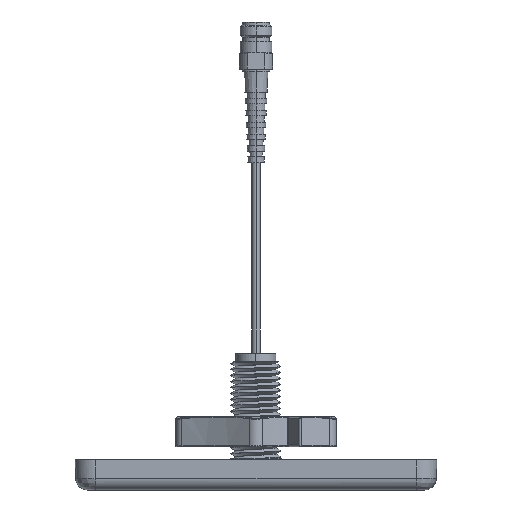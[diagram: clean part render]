
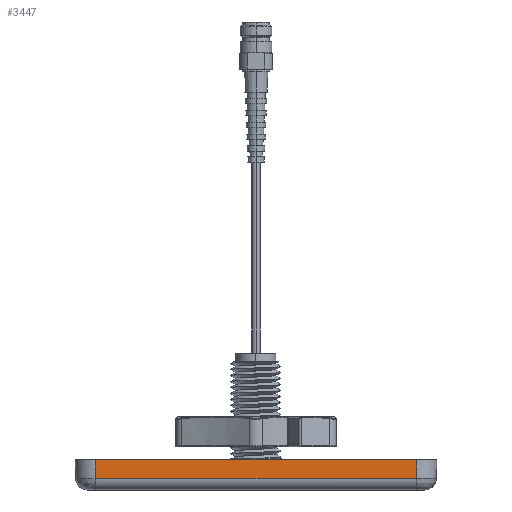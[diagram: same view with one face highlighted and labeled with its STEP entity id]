
A CAD part, left-side view. The second image highlights one B-rep face of the part: STEP entity #3447.
In plain terms, the highlighted planar face has unit normal (-1, 0, -0.026).
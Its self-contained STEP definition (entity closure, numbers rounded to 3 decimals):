
#465 = LINE ( 'NONE', #19099, #20104 ) ;
#656 = ORIENTED_EDGE ( 'NONE', *, *, #31527, .T. ) ;
#1983 = LINE ( 'NONE', #2333, #22549 ) ;
#2333 = CARTESIAN_POINT ( 'NONE',  ( -74.945, 79.949, -2.092 ) ) ;
#3447 = ADVANCED_FACE ( 'NONE', ( #23354 ), #23889, .T. ) ;
#4073 = DIRECTION ( 'NONE',  ( 0., -1., 0. ) ) ;
#4217 = VERTEX_POINT ( 'NONE', #20066 ) ;
#4577 = ORIENTED_EDGE ( 'NONE', *, *, #7051, .T. ) ;
#4709 = DIRECTION ( 'NONE',  ( -1., 0., -0.026 ) ) ;
#7051 = EDGE_CURVE ( 'NONE', #16234, #16027, #1983, .T. ) ;
#7795 = VECTOR ( 'NONE', #4073, 1000. ) ;
#8050 = CARTESIAN_POINT ( 'NONE',  ( -74.945, -79.949, -2.092 ) ) ;
#11385 = DIRECTION ( 'NONE',  ( -0.026, -0.026, 0.999 ) ) ;
#12530 = CARTESIAN_POINT ( 'NONE',  ( -74.76, -79.611, -9.157 ) ) ;
#12722 = VECTOR ( 'NONE', #11385, 1000. ) ;
#12995 = CARTESIAN_POINT ( 'NONE',  ( -74.76, -79.764, -9.157 ) ) ;
#13717 = ORIENTED_EDGE ( 'NONE', *, *, #14146, .T. ) ;
#13970 = ORIENTED_EDGE ( 'NONE', *, *, #16736, .F. ) ;
#14134 = CARTESIAN_POINT ( 'NONE',  ( -74.76, 79.764, -9.157 ) ) ;
#14146 = EDGE_CURVE ( 'NONE', #21704, #4217, #16338, .T. ) ;
#16027 = VERTEX_POINT ( 'NONE', #14134 ) ;
#16234 = VERTEX_POINT ( 'NONE', #17453 ) ;
#16338 = LINE ( 'NONE', #8050, #12722 ) ;
#16736 = EDGE_CURVE ( 'NONE', #16234, #4217, #465, .T. ) ;
#17453 = CARTESIAN_POINT ( 'NONE',  ( -75., 80.003, 0. ) ) ;
#17915 = CARTESIAN_POINT ( 'NONE',  ( -75., 0., 0. ) ) ;
#18762 = DIRECTION ( 'NONE',  ( 0., -1., 0. ) ) ;
#19099 = CARTESIAN_POINT ( 'NONE',  ( -75., 0., 0. ) ) ;
#20066 = CARTESIAN_POINT ( 'NONE',  ( -75., -80.003, 0. ) ) ;
#20104 = VECTOR ( 'NONE', #18762, 1000. ) ;
#20786 = DIRECTION ( 'NONE',  ( 0.026, -0.026, -0.999 ) ) ;
#21704 = VERTEX_POINT ( 'NONE', #12995 ) ;
#22549 = VECTOR ( 'NONE', #20786, 1000. ) ;
#23354 = FACE_OUTER_BOUND ( 'NONE', #30799, .T. ) ;
#23538 = DIRECTION ( 'NONE',  ( -0.026, 0., 1. ) ) ;
#23889 = PLANE ( 'NONE',  #30863 ) ;
#25881 = LINE ( 'NONE', #12530, #7795 ) ;
#30799 = EDGE_LOOP ( 'NONE', ( #4577, #656, #13717, #13970 ) ) ;
#30863 = AXIS2_PLACEMENT_3D ( 'NONE', #17915, #4709, #23538 ) ;
#31527 = EDGE_CURVE ( 'NONE', #16027, #21704, #25881, .T. ) ;
